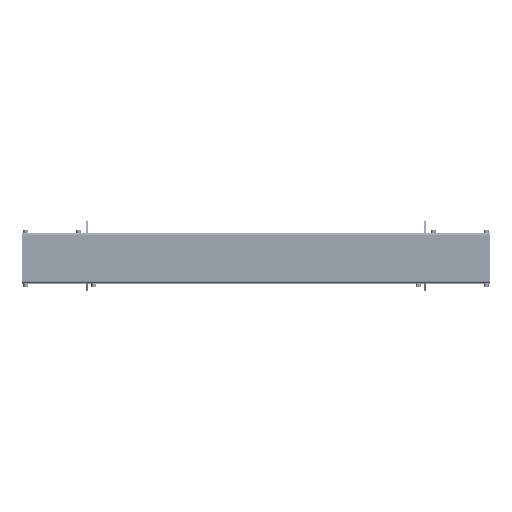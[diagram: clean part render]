
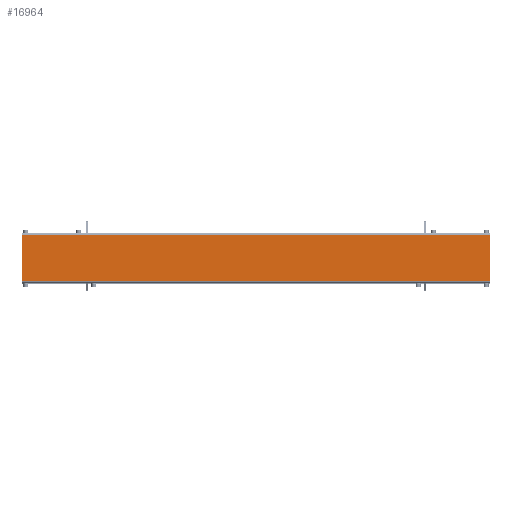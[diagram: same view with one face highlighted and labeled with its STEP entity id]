
A CAD part, top view. The second image highlights one B-rep face of the part: STEP entity #16964.
In plain terms, the highlighted face is planar.
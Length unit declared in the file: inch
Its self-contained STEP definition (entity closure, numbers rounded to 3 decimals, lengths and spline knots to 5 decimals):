
#562 = ORIENTED_EDGE ( 'NONE', *, *, #25721, .F. ) ;
#911 = CARTESIAN_POINT ( 'NONE',  ( 31., 0., -3.05 ) ) ;
#2453 = VERTEX_POINT ( 'NONE', #44174 ) ;
#4273 = LINE ( 'NONE', #28516, #45850 ) ;
#4480 = DIRECTION ( 'NONE',  ( 0., 0., 1. ) ) ;
#4633 = AXIS2_PLACEMENT_3D ( 'NONE', #41098, #31735, #24974 ) ;
#5105 = CARTESIAN_POINT ( 'NONE',  ( 0., 0., -3.05 ) ) ;
#6548 = CARTESIAN_POINT ( 'NONE',  ( 31., 0., -0.03 ) ) ;
#8304 = CARTESIAN_POINT ( 'NONE',  ( 0., 0., -3.05 ) ) ;
#8326 = ORIENTED_EDGE ( 'NONE', *, *, #10830, .T. ) ;
#10292 = EDGE_CURVE ( 'NONE', #21999, #52213, #20051, .T. ) ;
#10830 = EDGE_CURVE ( 'NONE', #2453, #38624, #50931, .T. ) ;
#11683 = ORIENTED_EDGE ( 'NONE', *, *, #31579, .F. ) ;
#15330 = FACE_OUTER_BOUND ( 'NONE', #25691, .T. ) ;
#16964 = ADVANCED_FACE ( 'NONE', ( #15330 ), #49749, .T. ) ;
#16986 = DIRECTION ( 'NONE',  ( 0., 0., -1. ) ) ;
#17979 = DIRECTION ( 'NONE',  ( -1., 0., 0. ) ) ;
#20051 = LINE ( 'NONE', #5105, #29433 ) ;
#21040 = CARTESIAN_POINT ( 'NONE',  ( 31., 0., -3.08 ) ) ;
#21999 = VERTEX_POINT ( 'NONE', #8304 ) ;
#24974 = DIRECTION ( 'NONE',  ( 0., 0., -1. ) ) ;
#25691 = EDGE_LOOP ( 'NONE', ( #11683, #8326, #562, #35012 ) ) ;
#25721 = EDGE_CURVE ( 'NONE', #21999, #38624, #4273, .T. ) ;
#27515 = DIRECTION ( 'NONE',  ( 1., 0., 0. ) ) ;
#28092 = VECTOR ( 'NONE', #17979, 39.37008 ) ;
#28227 = CARTESIAN_POINT ( 'NONE',  ( 0., 0., -0.03 ) ) ;
#28516 = CARTESIAN_POINT ( 'NONE',  ( 0., 0., -3.08 ) ) ;
#29098 = VECTOR ( 'NONE', #16986, 39.37008 ) ;
#29433 = VECTOR ( 'NONE', #27515, 39.37008 ) ;
#31579 = EDGE_CURVE ( 'NONE', #2453, #52213, #50661, .T. ) ;
#31735 = DIRECTION ( 'NONE',  ( 0., -1., 0. ) ) ;
#35012 = ORIENTED_EDGE ( 'NONE', *, *, #10292, .T. ) ;
#38624 = VERTEX_POINT ( 'NONE', #28227 ) ;
#41098 = CARTESIAN_POINT ( 'NONE',  ( 0., 0., -3.08 ) ) ;
#44174 = CARTESIAN_POINT ( 'NONE',  ( 31., 0., -0.03 ) ) ;
#45850 = VECTOR ( 'NONE', #4480, 39.37008 ) ;
#49749 = PLANE ( 'NONE',  #4633 ) ;
#50661 = LINE ( 'NONE', #21040, #29098 ) ;
#50931 = LINE ( 'NONE', #6548, #28092 ) ;
#52213 = VERTEX_POINT ( 'NONE', #911 ) ;
